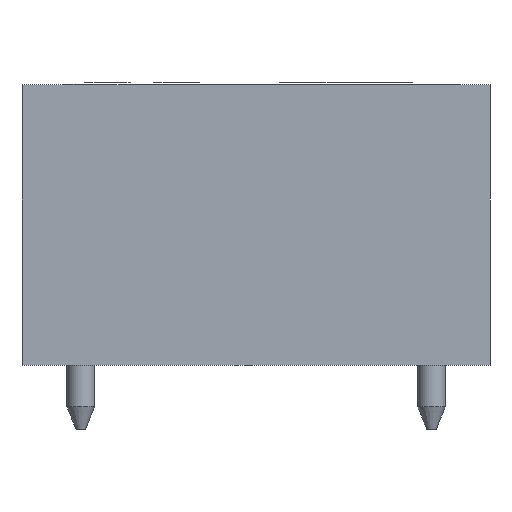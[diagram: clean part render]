
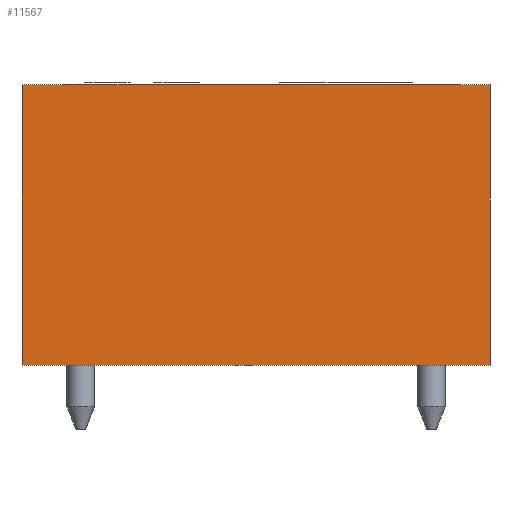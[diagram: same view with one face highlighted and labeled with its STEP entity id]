
A CAD part, front view. The second image highlights one B-rep face of the part: STEP entity #11567.
In plain terms, the highlighted planar face has unit normal (0, -1, 0).
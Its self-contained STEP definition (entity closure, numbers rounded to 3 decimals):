
#11567 = ADVANCED_FACE('',(#11568),#11602,.T.);
#11568 = FACE_BOUND('',#11569,.T.);
#11569 = EDGE_LOOP('',(#11570,#11580,#11588,#11596));
#11570 = ORIENTED_EDGE('',*,*,#11571,.T.);
#11571 = EDGE_CURVE('',#11572,#11574,#11576,.T.);
#11572 = VERTEX_POINT('',#11573);
#11573 = CARTESIAN_POINT('',(-2.623,-4.435,12.1));
#11574 = VERTEX_POINT('',#11575);
#11575 = CARTESIAN_POINT('',(-2.623,-4.435,-0.1));
#11576 = LINE('',#11577,#11578);
#11577 = CARTESIAN_POINT('',(-2.623,-4.435,12.1));
#11578 = VECTOR('',#11579,1.);
#11579 = DIRECTION('',(0.,0.,-1.));
#11580 = ORIENTED_EDGE('',*,*,#11581,.T.);
#11581 = EDGE_CURVE('',#11574,#11582,#11584,.T.);
#11582 = VERTEX_POINT('',#11583);
#11583 = CARTESIAN_POINT('',(17.721,-4.435,-0.1));
#11584 = LINE('',#11585,#11586);
#11585 = CARTESIAN_POINT('',(-2.623,-4.435,-0.1));
#11586 = VECTOR('',#11587,1.);
#11587 = DIRECTION('',(1.,0.,0.));
#11588 = ORIENTED_EDGE('',*,*,#11589,.F.);
#11589 = EDGE_CURVE('',#11590,#11582,#11592,.T.);
#11590 = VERTEX_POINT('',#11591);
#11591 = CARTESIAN_POINT('',(17.721,-4.435,12.1));
#11592 = LINE('',#11593,#11594);
#11593 = CARTESIAN_POINT('',(17.721,-4.435,12.1));
#11594 = VECTOR('',#11595,1.);
#11595 = DIRECTION('',(0.,0.,-1.));
#11596 = ORIENTED_EDGE('',*,*,#11597,.F.);
#11597 = EDGE_CURVE('',#11572,#11590,#11598,.T.);
#11598 = LINE('',#11599,#11600);
#11599 = CARTESIAN_POINT('',(-2.623,-4.435,12.1));
#11600 = VECTOR('',#11601,1.);
#11601 = DIRECTION('',(1.,0.,0.));
#11602 = PLANE('',#11603);
#11603 = AXIS2_PLACEMENT_3D('',#11604,#11605,#11606);
#11604 = CARTESIAN_POINT('',(-2.623,-4.435,12.1));
#11605 = DIRECTION('',(0.,-1.,0.));
#11606 = DIRECTION('',(1.,0.,0.));
